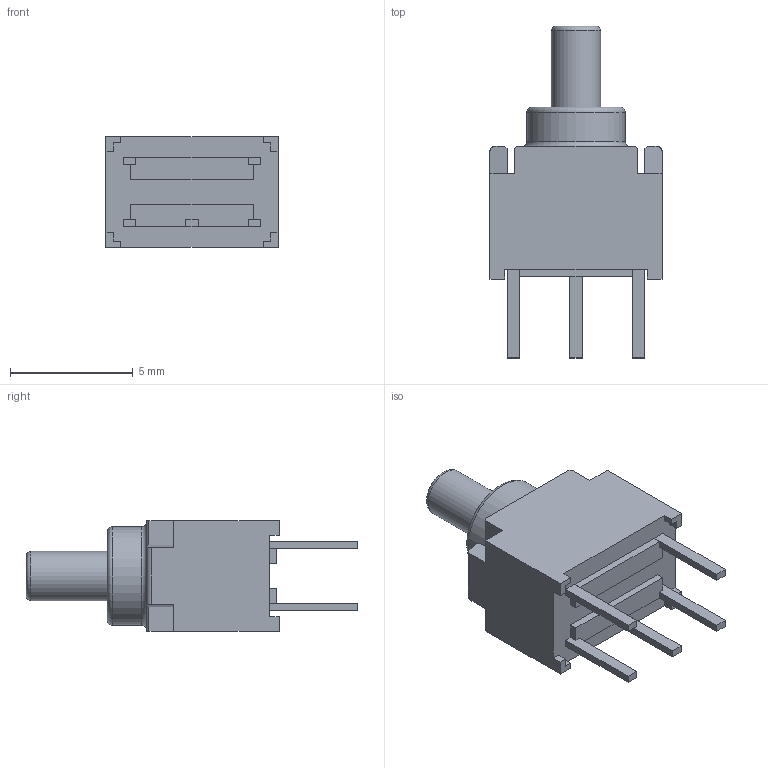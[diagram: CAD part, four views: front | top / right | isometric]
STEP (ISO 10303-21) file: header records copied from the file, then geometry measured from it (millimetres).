
FILE_DESCRIPTION( ( 'STEP AP214' ), '1' );
FILE_NAME( 'CFP2-1FC-AW.stp', '2021-10-28T17:58:58', ( 'License CC BY-ND 4.0' ), ( 'CADENAS' ), ' ', 'PARTsolutions', ' ' );
FILE_SCHEMA( ( 'AUTOMOTIVE_DESIGN { 1 0 10303 214 1 1 1 1 }' ) );
Length unit declared in the file: millimetre
Products named in the file (5): CFP2-1FC-AW; _2001FP_1_(CFT2); _3007CFP_push_switch; _3007CFT-2; _1002CFP-1
Assembly tree (7 placements, depth 2):
  CFP2-1FC-AW
    _2001FP_1_(CFT2)
    _3007CFP_push_switch  x3
    _3007CFT-2  x2
    _1002CFP-1
Bounding box: 7 x 13.5 x 4.5 mm (x, y, z)
Volume: 187.2 mm3; surface area: 292 mm2
Topology: 7 solids, 7 shells, 106 faces, 261 edges, 173 vertices
Faces by surface type: plane 98, cylinder 5, torus 3
Full cylindrical faces by diameter (mm): 2 x1, 2.03 x1, 4 x1
Entity records: 3402 total; most frequent: CARTESIAN_POINT 464, ORIENTED_EDGE 438, DIRECTION 424, EDGE_CURVE 219, LINE 206, VECTOR 206, VERTEX_POINT 149, AXIS2_PLACEMENT_3D 109
